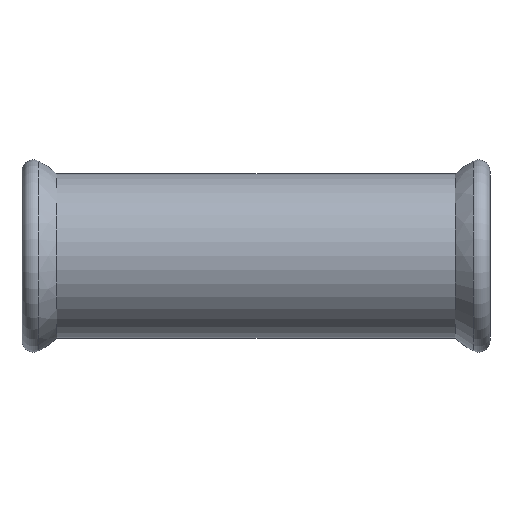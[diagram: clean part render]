
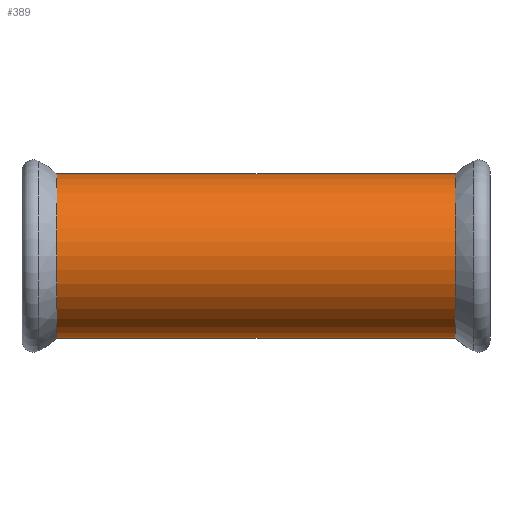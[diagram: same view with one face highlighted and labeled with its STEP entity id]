
A CAD part, front view. The second image highlights one B-rep face of the part: STEP entity #389.
In plain terms, the highlighted cylindrical face has radius 40.35 mm (diameter 80.7 mm), a full revolution.
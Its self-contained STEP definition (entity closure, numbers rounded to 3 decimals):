
#29=LINE('',#798,#37);
#37=VECTOR('',#615,40.35);
#43=CYLINDRICAL_SURFACE('',#474,40.35);
#59=FACE_OUTER_BOUND('',#78,.T.);
#78=EDGE_LOOP('',(#344,#345,#346,#347,#348,#349,#350,#351));
#95=CIRCLE('',#427,40.35);
#96=CIRCLE('',#428,40.35);
#97=CIRCLE('',#429,40.35);
#110=CIRCLE('',#444,40.35);
#111=CIRCLE('',#445,40.35);
#112=CIRCLE('',#446,40.35);
#147=VERTEX_POINT('',#685);
#148=VERTEX_POINT('',#687);
#149=VERTEX_POINT('',#689);
#160=VERTEX_POINT('',#743);
#161=VERTEX_POINT('',#745);
#162=VERTEX_POINT('',#747);
#196=EDGE_CURVE('',#147,#148,#95,.T.);
#197=EDGE_CURVE('',#148,#149,#96,.T.);
#198=EDGE_CURVE('',#149,#147,#97,.T.);
#212=EDGE_CURVE('',#161,#160,#110,.T.);
#213=EDGE_CURVE('',#162,#161,#111,.T.);
#214=EDGE_CURVE('',#160,#162,#112,.T.);
#238=EDGE_CURVE('',#149,#161,#29,.T.);
#344=ORIENTED_EDGE('',*,*,#197,.F.);
#345=ORIENTED_EDGE('',*,*,#196,.F.);
#346=ORIENTED_EDGE('',*,*,#198,.F.);
#347=ORIENTED_EDGE('',*,*,#238,.T.);
#348=ORIENTED_EDGE('',*,*,#212,.T.);
#349=ORIENTED_EDGE('',*,*,#214,.T.);
#350=ORIENTED_EDGE('',*,*,#213,.T.);
#351=ORIENTED_EDGE('',*,*,#238,.F.);
#389=ADVANCED_FACE('',(#59),#43,.T.);
#427=AXIS2_PLACEMENT_3D('',#688,#514,#515);
#428=AXIS2_PLACEMENT_3D('',#690,#516,#517);
#429=AXIS2_PLACEMENT_3D('',#691,#518,#519);
#444=AXIS2_PLACEMENT_3D('',#746,#549,#550);
#445=AXIS2_PLACEMENT_3D('',#748,#551,#552);
#446=AXIS2_PLACEMENT_3D('',#749,#553,#554);
#474=AXIS2_PLACEMENT_3D('',#797,#613,#614);
#514=DIRECTION('center_axis',(1.,0.,0.));
#515=DIRECTION('ref_axis',(0.,1.,0.));
#516=DIRECTION('center_axis',(1.,0.,0.));
#517=DIRECTION('ref_axis',(0.,1.,0.));
#518=DIRECTION('center_axis',(1.,0.,0.));
#519=DIRECTION('ref_axis',(0.,1.,0.));
#549=DIRECTION('center_axis',(1.,0.,0.));
#550=DIRECTION('ref_axis',(0.,1.,0.));
#551=DIRECTION('center_axis',(1.,0.,0.));
#552=DIRECTION('ref_axis',(0.,1.,0.));
#553=DIRECTION('center_axis',(1.,0.,0.));
#554=DIRECTION('ref_axis',(0.,1.,0.));
#613=DIRECTION('center_axis',(1.,0.,0.));
#614=DIRECTION('ref_axis',(0.,1.,0.));
#615=DIRECTION('',(-1.,0.,0.));
#685=CARTESIAN_POINT('',(-17.197,0.,-40.35));
#687=CARTESIAN_POINT('',(-17.197,40.35,0.));
#688=CARTESIAN_POINT('Origin',(-17.197,0.,0.));
#689=CARTESIAN_POINT('',(-17.197,-40.35,0.));
#690=CARTESIAN_POINT('Origin',(-17.197,0.,0.));
#691=CARTESIAN_POINT('Origin',(-17.197,0.,0.));
#743=CARTESIAN_POINT('',(-212.803,0.,-40.35));
#745=CARTESIAN_POINT('',(-212.803,-40.35,0.));
#746=CARTESIAN_POINT('Origin',(-212.803,0.,0.));
#747=CARTESIAN_POINT('',(-212.803,40.35,0.));
#748=CARTESIAN_POINT('Origin',(-212.803,0.,0.));
#749=CARTESIAN_POINT('Origin',(-212.803,0.,0.));
#797=CARTESIAN_POINT('Origin',(-36.099,0.,0.));
#798=CARTESIAN_POINT('',(-36.099,-40.35,0.));
